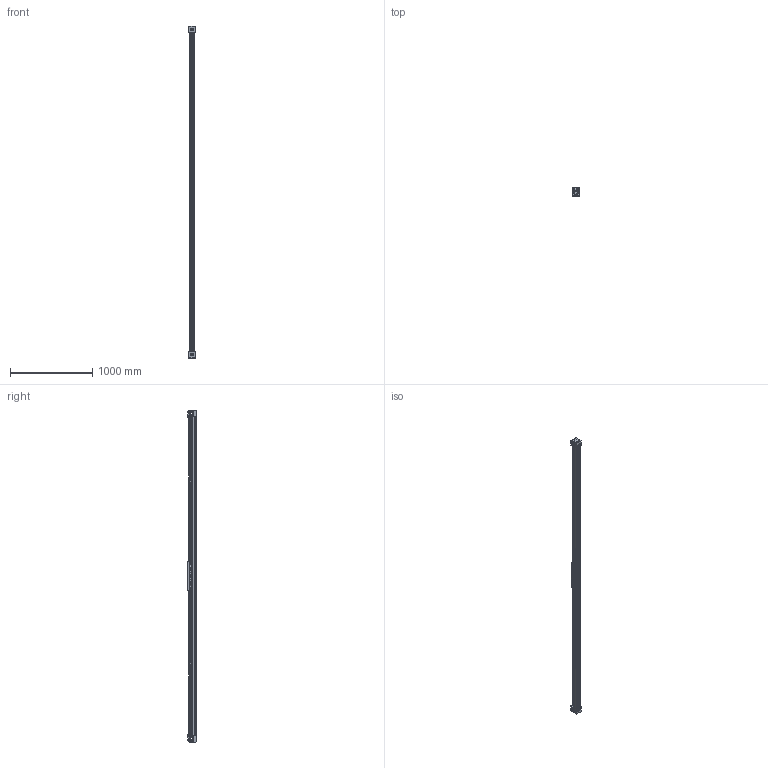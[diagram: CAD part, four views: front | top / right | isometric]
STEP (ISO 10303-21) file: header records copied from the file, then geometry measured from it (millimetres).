
FILE_DESCRIPTION (( 'STEP AP214' ), '1' );
FILE_NAME ('BLM60-3500.STEP', '2023-02-28T09:59:22', ( '' ), ( '' ), 'SwSTEP 2.0', 'SolidWorks 2023', '' );
FILE_SCHEMA (( 'AUTOMOTIVE_DESIGN' ));
Length unit declared in the file: millimetre
Products named in the file (1): BLM60-3500
Bounding box: 80 x 104 x 4036 mm (x, y, z)
Volume: 14025132.1 mm3; surface area: 2816265.3 mm2
Topology: 118 solids, 118 shells, 7146 faces, 20192 edges, 13252 vertices
Faces by surface type: plane 4088, cylinder 2690, torus 176, sphere 116, cone 52, bspline 24
Entity records: 314100 total; most frequent: CARTESIAN_POINT 45121, DIRECTION 39824, ORIENTED_EDGE 39680, EDGE_CURVE 19840, VECTOR 13770, LINE 13770, VERTEX_POINT 13140, AXIS2_PLACEMENT_3D 13027
